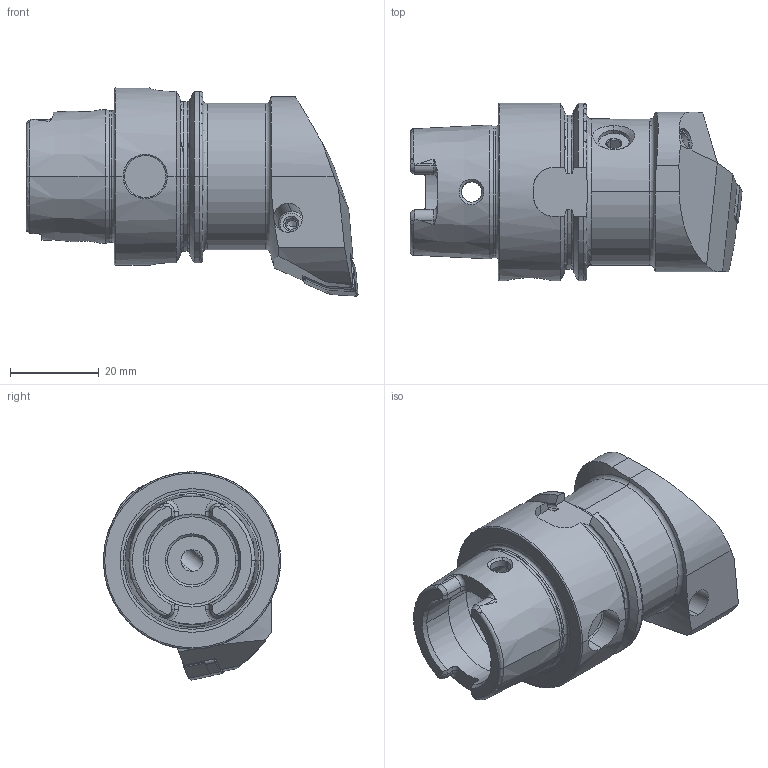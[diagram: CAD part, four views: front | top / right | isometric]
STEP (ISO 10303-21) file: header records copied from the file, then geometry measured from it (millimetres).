
FILE_DESCRIPTION (( 'STEP AP214' ), '1' );
FILE_NAME ('HA4.PWD.RLA.055-HP.STEP', '2020-02-05T08:52:20', ( '' ), ( '' ), 'SwSTEP 2.0', 'SolidWorks 2017', '' );
FILE_SCHEMA (( 'AUTOMOTIVE_DESIGN' ));
Length unit declared in the file: millimetre
Products named in the file (15): WNMG060404; KVT_MB_600_050; DIN 3771 - 6.5x1.5; ISO 8752 2x8; WWD-ER2.102.003_A; WDE-ER1.101.000; WDE-ER4.101.017_A; WDE-ER3.101.000_A; CHP-ER1.008.011_A; HA4-PWD.RLA.055-HP_A; HA4.PWD.RLA.055-HP; DIN 7991 - M5x18; CHP-PCX.000.022_B; DIN 3771 - 13x1; CHP-PCX.000.022_D《e
Assembly tree (14 placements, depth 3):
  HA4.PWD.RLA.055-HP
    HA4-PWD.RLA.055-HP_A
    WNMG060404
    CHP-ER1.008.011_A
    ISO 8752 2x8
    CHP-PCX.000.022_D《e
      DIN 3771 - 13x1
      DIN 3771 - 6.5x1.5
      CHP-PCX.000.022_B
      DIN 7991 - M5x18
    KVT_MB_600_050
    WWD-ER2.102.003_A
    WDE-ER3.101.000_A
    WDE-ER1.101.000
    WDE-ER4.101.017_A
Bounding box: 74.9 x 40 x 47 mm (x, y, z)
Volume: 49198.3 mm3; surface area: 19530.8 mm2
Topology: 14 solids, 14 shells, 660 faces, 1661 edges, 1009 vertices
Faces by surface type: plane 197, cylinder 174, cone 152, torus 73, bspline 62, sphere 2
Entity records: 25073 total; most frequent: CARTESIAN_POINT 8872, ORIENTED_EDGE 3264, DIRECTION 2973, EDGE_CURVE 1632, AXIS2_PLACEMENT_3D 1168, VERTEX_POINT 1006, EDGE_LOOP 694, ADVANCED_FACE 660
